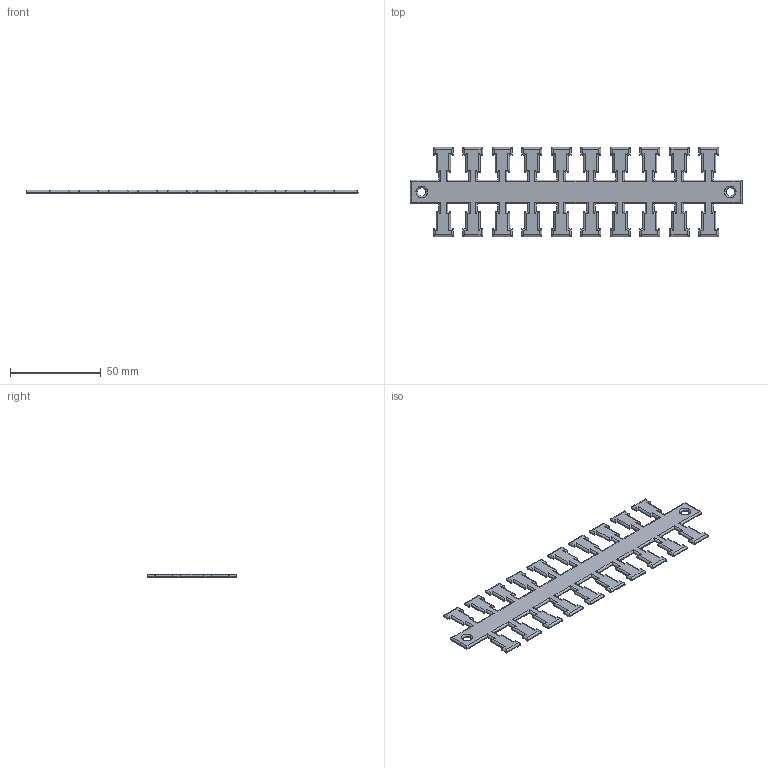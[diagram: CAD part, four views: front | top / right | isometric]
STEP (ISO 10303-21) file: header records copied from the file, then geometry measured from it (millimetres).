
FILE_DESCRIPTION (( 'STEP AP214' ), '1' );
FILE_NAME ('1041-035.STEP', '2024-08-28T08:47:59', ( '' ), ( '' ), 'SwSTEP 2.0', 'SolidWorks 2022', '' );
FILE_SCHEMA (( 'AUTOMOTIVE_DESIGN' ));
Length unit declared in the file: millimetre
Products named in the file (1): 1041-035
Bounding box: 182.5 x 49 x 2 mm (x, y, z)
Volume: 9849 mm3; surface area: 12016.6 mm2
Topology: 1 solids, 1 shells, 498 faces, 1240 edges, 744 vertices
Faces by surface type: cylinder 488, torus 8, plane 2
Entity records: 14222 total; most frequent: CARTESIAN_POINT 3947, ORIENTED_EDGE 2480, DIRECTION 1770, EDGE_CURVE 1240, VERTEX_POINT 744, LINE 732, VECTOR 732, AXIS2_PLACEMENT_3D 519
